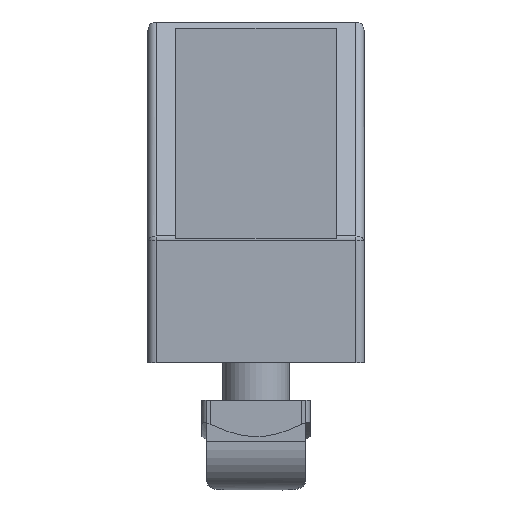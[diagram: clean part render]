
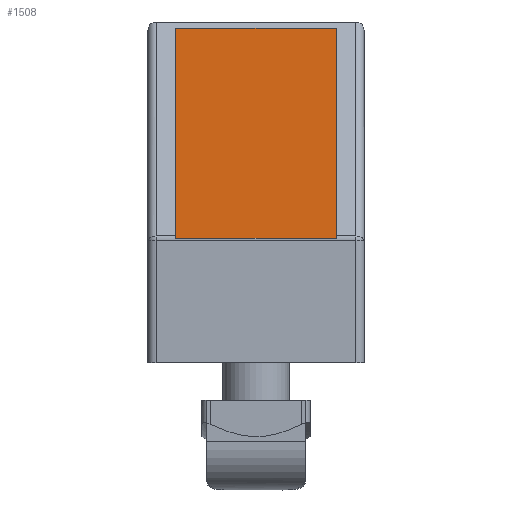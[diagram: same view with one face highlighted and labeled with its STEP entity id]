
A CAD part, left-side view. The second image highlights one B-rep face of the part: STEP entity #1508.
In plain terms, the highlighted planar face has unit normal (-1, 0, 0).
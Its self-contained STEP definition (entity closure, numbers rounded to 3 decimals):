
#105=PLANE('',#1738);
#181=FACE_OUTER_BOUND('',#275,.T.);
#275=EDGE_LOOP('',(#1201,#1202,#1203,#1204));
#359=LINE('',#2410,#479);
#380=LINE('',#2485,#500);
#382=LINE('',#2489,#502);
#383=LINE('',#2493,#503);
#479=VECTOR('',#1946,10.);
#500=VECTOR('',#2037,10.);
#502=VECTOR('',#2041,10.);
#503=VECTOR('',#2046,10.);
#678=VERTEX_POINT('',#2407);
#679=VERTEX_POINT('',#2409);
#698=VERTEX_POINT('',#2483);
#699=VERTEX_POINT('',#2487);
#836=EDGE_CURVE('',#678,#679,#359,.T.);
#875=EDGE_CURVE('',#698,#678,#380,.T.);
#877=EDGE_CURVE('',#698,#699,#382,.T.);
#879=EDGE_CURVE('',#699,#679,#383,.T.);
#1201=ORIENTED_EDGE('',*,*,#836,.F.);
#1202=ORIENTED_EDGE('',*,*,#875,.F.);
#1203=ORIENTED_EDGE('',*,*,#877,.T.);
#1204=ORIENTED_EDGE('',*,*,#879,.T.);
#1508=ADVANCED_FACE('',(#181),#105,.F.);
#1738=AXIS2_PLACEMENT_3D('',#2521,#2080,#2081);
#1946=DIRECTION('',(0.,-1.,0.));
#2037=DIRECTION('',(0.,0.,1.));
#2041=DIRECTION('',(0.,-1.,0.));
#2046=DIRECTION('',(0.,0.,1.));
#2080=DIRECTION('center_axis',(1.,0.,0.));
#2081=DIRECTION('ref_axis',(0.,0.,-1.));
#2407=CARTESIAN_POINT('',(-51.,9.65,40.278));
#2409=CARTESIAN_POINT('',(-51.,-9.65,40.278));
#2410=CARTESIAN_POINT('',(-51.,-1.675,40.278));
#2483=CARTESIAN_POINT('',(-51.,9.65,15.));
#2485=CARTESIAN_POINT('',(-51.,9.65,15.));
#2487=CARTESIAN_POINT('',(-51.,-9.65,15.));
#2489=CARTESIAN_POINT('',(-51.,9.65,15.));
#2493=CARTESIAN_POINT('',(-51.,-9.65,15.));
#2521=CARTESIAN_POINT('Origin',(-51.,9.65,15.));
